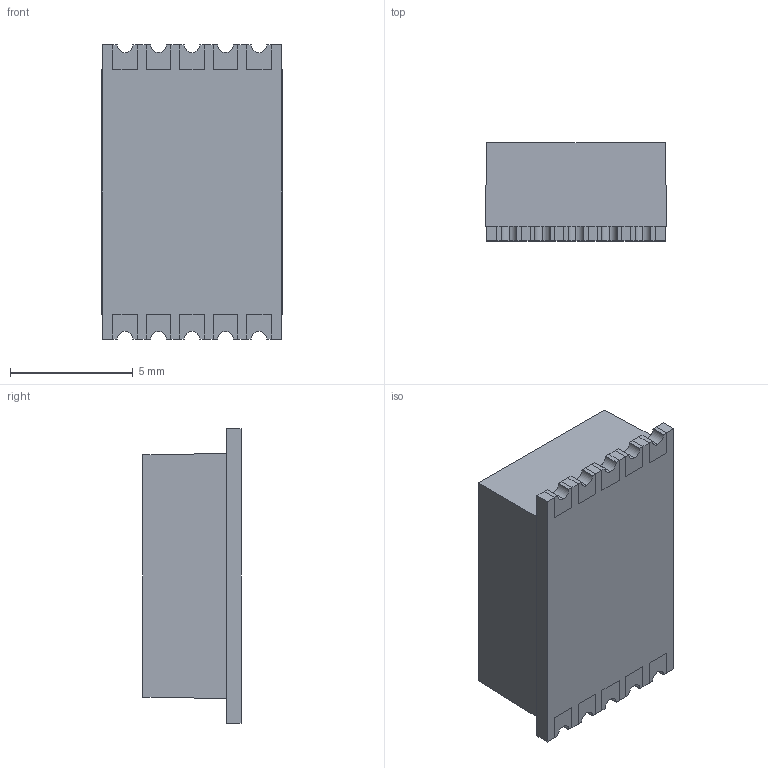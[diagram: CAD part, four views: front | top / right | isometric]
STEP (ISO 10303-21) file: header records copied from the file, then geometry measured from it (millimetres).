
FILE_DESCRIPTION (( 'STEP AP203' ), '1' );
FILE_NAME ('DSM7T 28.STEP', '2017-09-08T22:20:39', ( '' ), ( '' ), 'SwSTEP 2.0', 'SolidWorks 2016', '' );
FILE_SCHEMA (( 'CONFIG_CONTROL_DESIGN' ));
Length unit declared in the file: inch
Products named in the file (1): DSM7T 28
Bounding box: 7.4 x 4 x 12 mm (x, y, z)
Volume: 299.7 mm3; surface area: 460.8 mm2
Topology: 2 solids, 2 shells, 82 faces, 234 edges, 156 vertices
Faces by surface type: plane 62, cylinder 20
Entity records: 2735 total; most frequent: CARTESIAN_POINT 473, ORIENTED_EDGE 468, DIRECTION 440, EDGE_CURVE 234, VECTOR 194, LINE 194, VERTEX_POINT 156, AXIS2_PLACEMENT_3D 123
